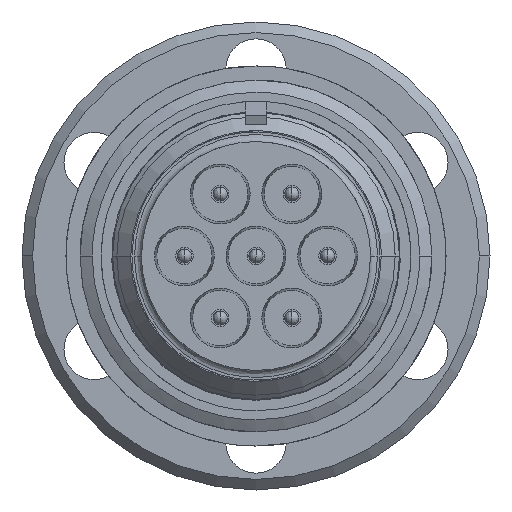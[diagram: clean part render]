
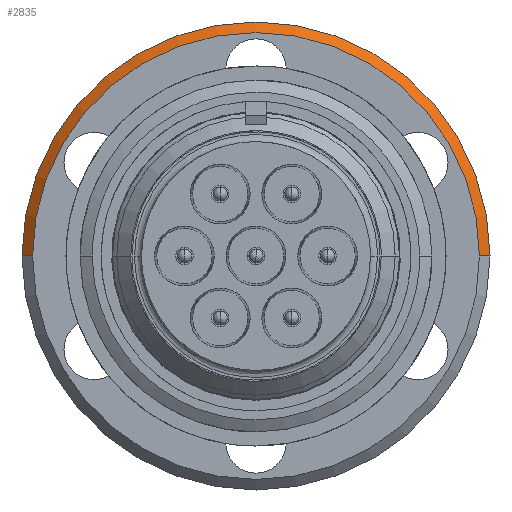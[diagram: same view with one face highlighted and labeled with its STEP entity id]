
A CAD part, front view. The second image highlights one B-rep face of the part: STEP entity #2835.
In plain terms, the highlighted conical face has half-angle 45 degrees and reference radius 16.129 mm.
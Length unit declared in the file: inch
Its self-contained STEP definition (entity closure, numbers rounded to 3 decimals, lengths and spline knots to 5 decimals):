
#541 = LINE ( 'NONE', #6256, #542 ) ;
#542 = VECTOR ( 'NONE', #6257, 39.37008 ) ;
#2835 = ADVANCED_FACE ( 'NONE', ( #10978 ), #10969, .T. ) ;
#3199 = EDGE_CURVE ( 'NONE', #4821, #4845, #18528, .T. ) ;
#3201 = EDGE_CURVE ( 'NONE', #4847, #4845, #18533, .T. ) ;
#3204 = EDGE_CURVE ( 'NONE', #4857, #4847, #18535, .T. ) ;
#4821 = VERTEX_POINT ( 'NONE', #11441 ) ;
#4845 = VERTEX_POINT ( 'NONE', #11455 ) ;
#4847 = VERTEX_POINT ( 'NONE', #11456 ) ;
#4857 = VERTEX_POINT ( 'NONE', #11461 ) ;
#5139 = ORIENTED_EDGE ( 'NONE', *, *, #3204, .T. ) ;
#5140 = ORIENTED_EDGE ( 'NONE', *, *, #3201, .T. ) ;
#5141 = ORIENTED_EDGE ( 'NONE', *, *, #3199, .F. ) ;
#5142 = ORIENTED_EDGE ( 'NONE', *, *, #11153, .F. ) ;
#5484 = EDGE_LOOP ( 'NONE', ( #5139, #5140, #5141, #5142 ) ) ;
#5922 = AXIS2_PLACEMENT_3D ( 'NONE', #15203, #15201, #15199 ) ;
#6256 = CARTESIAN_POINT ( 'NONE',  ( -0.635, 1.50779, 0. ) ) ;
#6257 = DIRECTION ( 'NONE',  ( -0.707, 0.707, 0. ) ) ;
#7301 = AXIS2_PLACEMENT_3D ( 'NONE', #19085, #19086, #19087 ) ;
#7302 = AXIS2_PLACEMENT_3D ( 'NONE', #19049, #19050, #19051 ) ;
#10969 = CONICAL_SURFACE ( 'NONE', #5922, 0.635, 0.785 ) ;
#10978 = FACE_OUTER_BOUND ( 'NONE', #5484, .T. ) ;
#11153 = EDGE_CURVE ( 'NONE', #4857, #4821, #541, .T. ) ;
#11441 = CARTESIAN_POINT ( 'NONE',  ( -0.665, 1.53779, 0. ) ) ;
#11455 = CARTESIAN_POINT ( 'NONE',  ( 0.665, 1.53779, 0. ) ) ;
#11456 = CARTESIAN_POINT ( 'NONE',  ( 0.635, 1.50779, 0. ) ) ;
#11461 = CARTESIAN_POINT ( 'NONE',  ( -0.635, 1.50779, 0. ) ) ;
#15199 = DIRECTION ( 'NONE',  ( -1., 0., 0. ) ) ;
#15201 = DIRECTION ( 'NONE',  ( 0., 1., 0. ) ) ;
#15203 = CARTESIAN_POINT ( 'NONE',  ( 0., 1.50779, 0. ) ) ;
#18528 = CIRCLE ( 'NONE', #7302, 0.665 ) ;
#18533 = LINE ( 'NONE', #19052, #18536 ) ;
#18535 = CIRCLE ( 'NONE', #7301, 0.635 ) ;
#18536 = VECTOR ( 'NONE', #19054, 39.37008 ) ;
#19049 = CARTESIAN_POINT ( 'NONE',  ( 0., 1.53779, 0. ) ) ;
#19050 = DIRECTION ( 'NONE',  ( 0., 1., 0. ) ) ;
#19051 = DIRECTION ( 'NONE',  ( -1., 0., 0. ) ) ;
#19052 = CARTESIAN_POINT ( 'NONE',  ( 0.635, 1.50779, 0. ) ) ;
#19054 = DIRECTION ( 'NONE',  ( 0.707, 0.707, 0. ) ) ;
#19085 = CARTESIAN_POINT ( 'NONE',  ( 0., 1.50779, 0. ) ) ;
#19086 = DIRECTION ( 'NONE',  ( 0., 1., 0. ) ) ;
#19087 = DIRECTION ( 'NONE',  ( -1., 0., 0. ) ) ;
